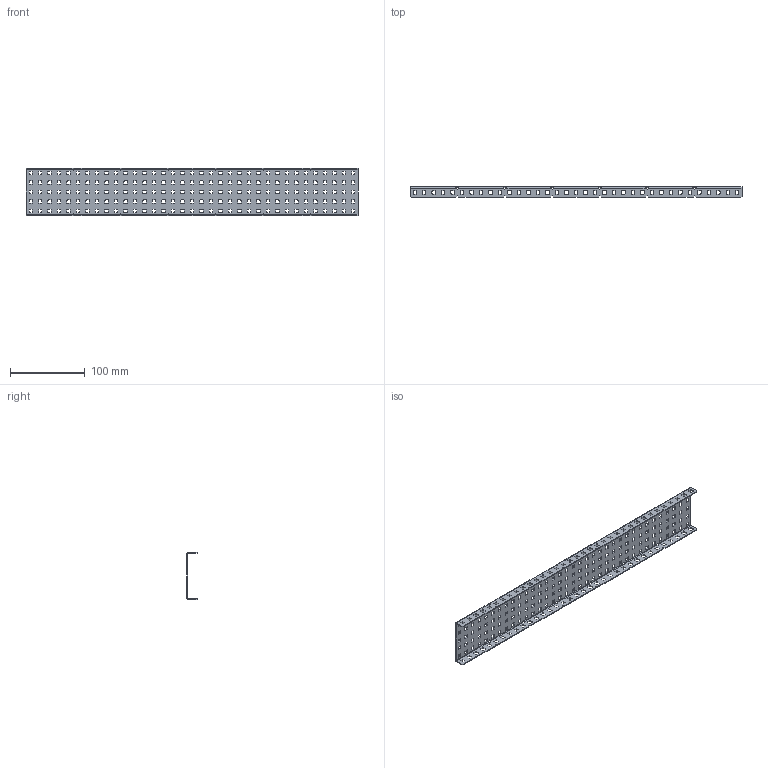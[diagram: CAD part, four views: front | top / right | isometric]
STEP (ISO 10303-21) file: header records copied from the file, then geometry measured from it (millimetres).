
FILE_DESCRIPTION(/* description */ (''),/* implementation_level */ '2;1');
FILE_NAME(/* name */ 'Aluminum C-Channel 1x5x1x35.ipt.step',/* time_stamp */ '2020-04-16T23:01:21-04:00',/* author */ ('Jordan'),/* organization */ (''),/* preprocessor_version */ 'ST-DEVELOPER v17',/* originating_system */ 'Autodesk Inventor 2019',/* authorisation */ '');
FILE_SCHEMA (('AUTOMOTIVE_DESIGN { 1 0 10303 214 3 1 1 }'));
Products named in the file (1): Aluminum C-Channel 1x5x1x35
Bounding box: 444.5 x 13.87 x 63.5 mm (x, y, z)
Volume: 39248.3 mm3; surface area: 73685.3 mm2
Topology: 1 solids, 1 shells, 2142 faces, 6677 edges, 4517 vertices
Faces by surface type: plane 1086, cylinder 1008, bspline 48
Entity records: 76812 total; most frequent: CARTESIAN_POINT 15326, DIRECTION 12980, ORIENTED_EDGE 12856, EDGE_CURVE 6428, LINE 4364, VECTOR 4364, AXIS2_PLACEMENT_3D 4308, VERTEX_POINT 4264
